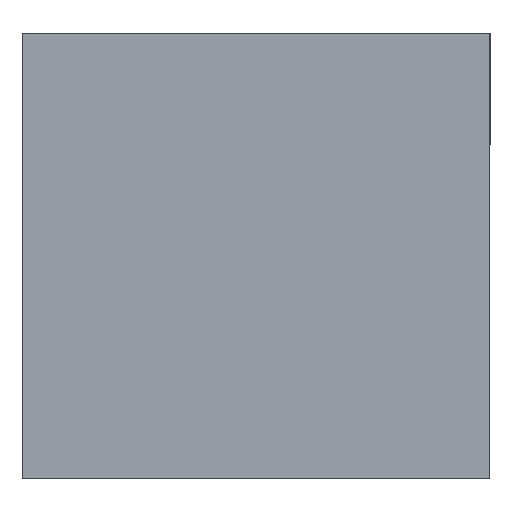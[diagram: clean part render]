
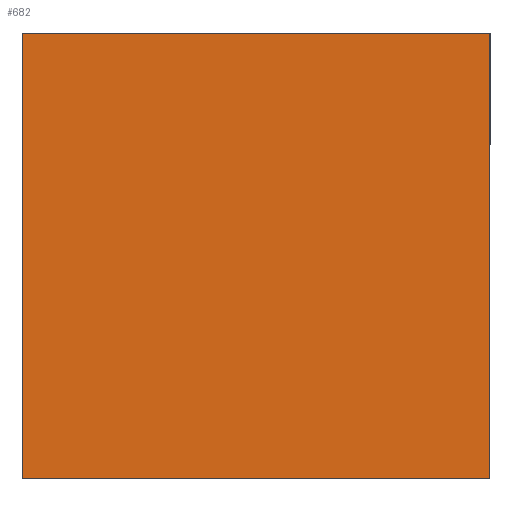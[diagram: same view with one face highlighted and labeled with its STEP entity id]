
A CAD part, left-side view. The second image highlights one B-rep face of the part: STEP entity #682.
In plain terms, the highlighted planar face has unit normal (-1, 0, 0).
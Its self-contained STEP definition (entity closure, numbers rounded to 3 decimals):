
#59=PLANE('',#794);
#88=FACE_OUTER_BOUND('',#125,.T.);
#125=EDGE_LOOP('',(#493,#494,#495,#496));
#164=LINE('',#1108,#214);
#165=LINE('',#1110,#215);
#166=LINE('',#1112,#216);
#167=LINE('',#1113,#217);
#214=VECTOR('',#901,10.);
#215=VECTOR('',#902,10.);
#216=VECTOR('',#903,10.);
#217=VECTOR('',#904,10.);
#311=VERTEX_POINT('',#1106);
#312=VERTEX_POINT('',#1107);
#313=VERTEX_POINT('',#1109);
#314=VERTEX_POINT('',#1111);
#384=EDGE_CURVE('',#311,#312,#164,.T.);
#385=EDGE_CURVE('',#312,#313,#165,.T.);
#386=EDGE_CURVE('',#313,#314,#166,.T.);
#387=EDGE_CURVE('',#314,#311,#167,.T.);
#493=ORIENTED_EDGE('',*,*,#384,.T.);
#494=ORIENTED_EDGE('',*,*,#385,.T.);
#495=ORIENTED_EDGE('',*,*,#386,.T.);
#496=ORIENTED_EDGE('',*,*,#387,.T.);
#682=ADVANCED_FACE('',(#88),#59,.T.);
#794=AXIS2_PLACEMENT_3D('',#1105,#899,#900);
#899=DIRECTION('center_axis',(-1.,0.,0.));
#900=DIRECTION('ref_axis',(0.,0.,1.));
#901=DIRECTION('',(0.,-1.,0.));
#902=DIRECTION('',(0.,0.,1.));
#903=DIRECTION('',(0.,1.,0.));
#904=DIRECTION('',(0.,0.,-1.));
#1105=CARTESIAN_POINT('Origin',(-22.5,10.5,0.));
#1106=CARTESIAN_POINT('',(-22.5,21.,-10.));
#1107=CARTESIAN_POINT('',(-22.5,0.,-10.));
#1108=CARTESIAN_POINT('',(-22.5,0.,-10.));
#1109=CARTESIAN_POINT('',(-22.5,0.,10.));
#1110=CARTESIAN_POINT('',(-22.5,0.,10.));
#1111=CARTESIAN_POINT('',(-22.5,21.,10.));
#1112=CARTESIAN_POINT('',(-22.5,21.,10.));
#1113=CARTESIAN_POINT('',(-22.5,21.,-10.));
